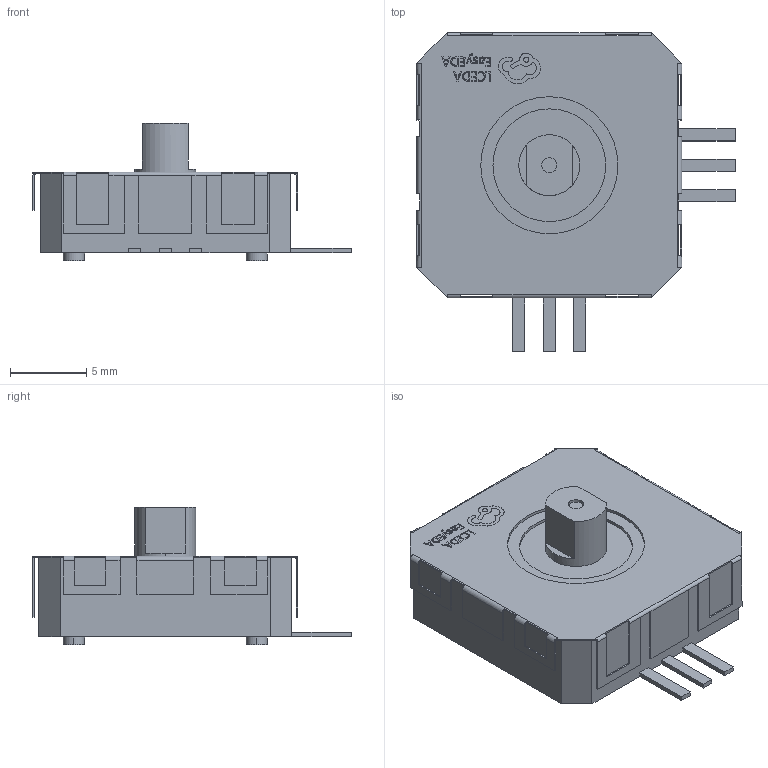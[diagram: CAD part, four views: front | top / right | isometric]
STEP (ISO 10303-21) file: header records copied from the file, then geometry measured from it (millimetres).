
FILE_DESCRIPTION (( 'STEP AP214' ), '1' );
FILE_NAME ('SW-SMD_K1-1539SA-01.step', '2022-07-26T15:15:33', ( '' ), ( '' ), 'SwSTEP 2.0', 'SolidWorks 2020', '' );
FILE_SCHEMA (( 'AUTOMOTIVE_DESIGN' ));
Length unit declared in the file: millimetre
Products named in the file (1): SW-SMD_K1-1539SA-01
Bounding box: 20.9 x 20.9 x 9 mm (x, y, z)
Volume: 1460 mm3; surface area: 1246.8 mm2
Topology: 14 solids, 14 shells, 575 faces, 1533 edges, 990 vertices
Faces by surface type: plane 401, bspline 146, cylinder 28
Entity records: 26591 total; most frequent: CARTESIAN_POINT 6709, ORIENTED_EDGE 3066, DIRECTION 2197, EDGE_CURVE 1533, VECTOR 1137, LINE 1137, VERTEX_POINT 990, EDGE_LOOP 607
